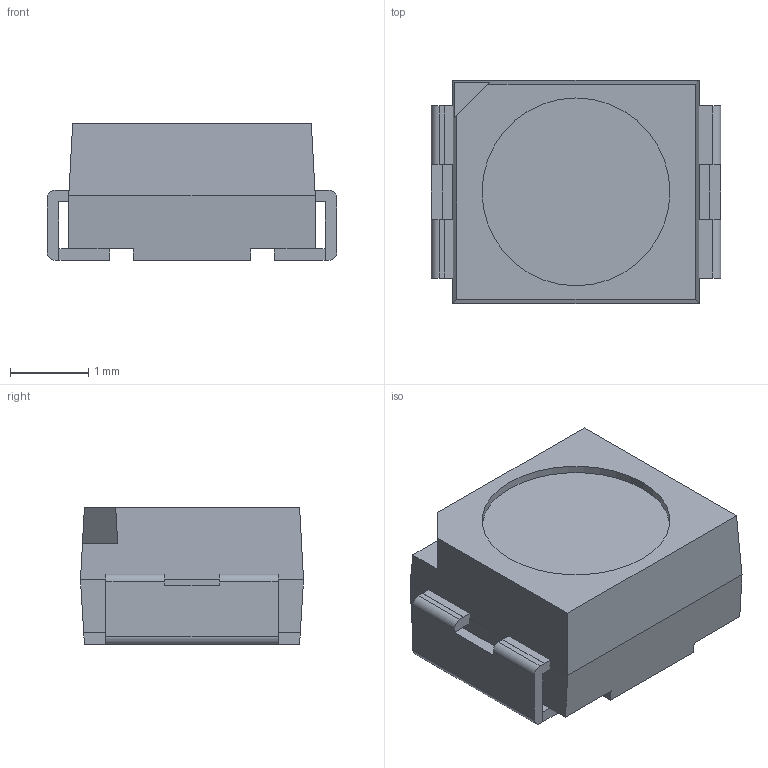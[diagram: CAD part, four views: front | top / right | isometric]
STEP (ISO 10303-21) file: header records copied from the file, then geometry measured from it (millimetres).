
FILE_DESCRIPTION((''),'2;1');
FILE_NAME('LED_VISHAY_VLMB40L1M2-34.stp','2015-02-03T10:50:22',(''),(''),'Mechanical Desktop 2011','Mechanical Desktop 2011',', , ');
FILE_SCHEMA(('AUTOMOTIVE_DESIGN { 1 2 10303 214 1 1 1 1 }'));
Length unit declared in the file: millimetre
Products named in the file (1): Product
Bounding box: 3.7 x 2.85 x 1.75 mm (x, y, z)
Volume: 15.9 mm3; surface area: 94.8 mm2
Topology: 6 solids, 6 shells, 65 faces, 162 edges, 108 vertices
Faces by surface type: plane 30, bspline 28, cylinder 7
Entity records: 2013 total; most frequent: CARTESIAN_POINT 462, ORIENTED_EDGE 324, DIRECTION 258, EDGE_CURVE 162, VECTOR 142, LINE 142, VERTEX_POINT 108, EDGE_LOOP 66
